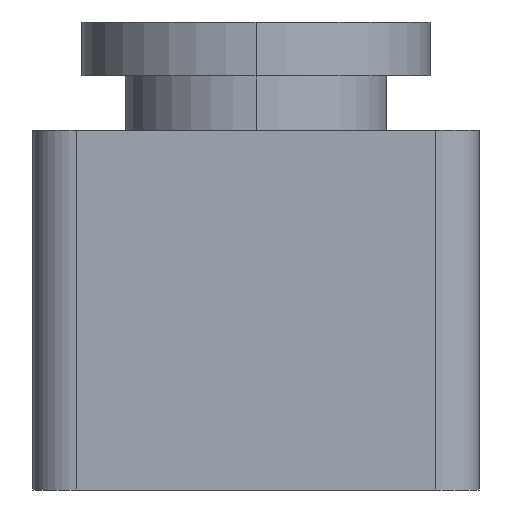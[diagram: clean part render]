
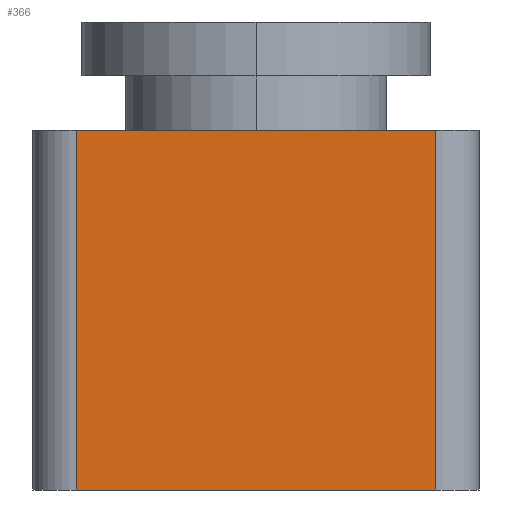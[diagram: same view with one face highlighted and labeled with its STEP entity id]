
A CAD part, left-side view. The second image highlights one B-rep face of the part: STEP entity #366.
In plain terms, the highlighted planar face has unit normal (-1, 0, 0).
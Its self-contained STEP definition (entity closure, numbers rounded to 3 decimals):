
#231=CARTESIAN_POINT('POINT13',(-209.55,104.775,104.902))
   ;
#232=VERTEX_POINT('VERTEX13',#231);
#233=CARTESIAN_POINT('POINT14',(-209.55,-104.775,104.902)
   );
#234=VERTEX_POINT('VERTEX14',#233);
#235=CARTESIAN_POINT('POS27',(-209.55,104.775,104.902));
#236=DIRECTION('DIR47',(0.,-1.,0.));
#237=VECTOR('VEC7',#236,25.4);
#238=LINE('STRAIGHT7',#235,#237);
#239=EDGE_CURVE('EDGE19',#232,#234,#238,.T.);
#311=CARTESIAN_POINT('POINT21',(-209.55,104.775,-104.902)
   );
#312=VERTEX_POINT('VERTEX21',#311);
#313=CARTESIAN_POINT('POS36',(-209.55,104.775,-104.902));
#314=DIRECTION('DIR61',(0.,0.,1.));
#315=VECTOR('VEC11',#314,25.4);
#316=LINE('STRAIGHT11',#313,#315);
#317=EDGE_CURVE('EDGE27',#312,#232,#316,.T.);
#343=CARTESIAN_POINT('POINT23',(-209.55,-104.775,-104.902
   ));
#344=VERTEX_POINT('VERTEX23',#343);
#345=CARTESIAN_POINT('POS40',(-209.55,-104.775,-104.902))
   ;
#346=DIRECTION('DIR67',(0.,0.,1.));
#347=VECTOR('VEC13',#346,25.4);
#348=LINE('STRAIGHT13',#345,#347);
#349=EDGE_CURVE('EDGE30',#344,#234,#348,.T.);
#350=ORIENTED_EDGE('COEDGE49',*,*,#349,.T.);
#351=ORIENTED_EDGE('COEDGE50',*,*,#239,.F.);
#352=ORIENTED_EDGE('COEDGE51',*,*,#317,.F.);
#353=CARTESIAN_POINT('POS41',(-209.55,104.775,-104.902));
#354=DIRECTION('DIR68',(0.,-1.,0.));
#355=VECTOR('VEC14',#354,25.4);
#356=LINE('STRAIGHT14',#353,#355);
#357=EDGE_CURVE('EDGE31',#312,#344,#356,.T.);
#358=ORIENTED_EDGE('COEDGE52',*,*,#357,.T.);
#359=EDGE_LOOP('NONE',(#350,#351,#352,#358));
#360=FACE_BOUND('LOOP1',#359,.T.);
#361=CARTESIAN_POINT('POS42',(-209.55,104.775,-104.902));
#362=DIRECTION('DIR69',(-1.,0.,0.));
#363=DIRECTION('DIR70',(0.,1.,0.));
#364=AXIS2_PLACEMENT_3D('AXIS28',#361,#362,#363);
#365=PLANE('PLANE4',#364);
#366=ADVANCED_FACE('FACE11',(#360),#365,.T.);
